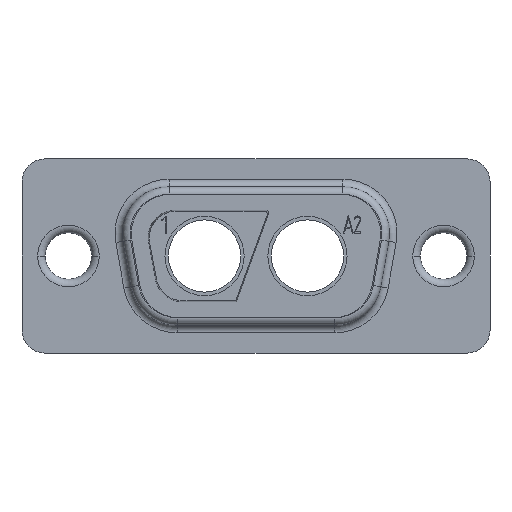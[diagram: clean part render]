
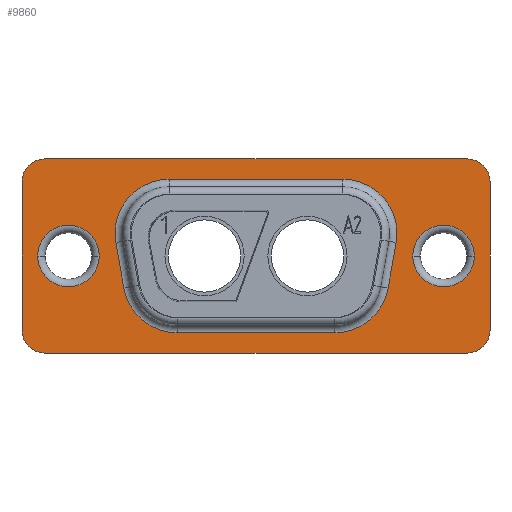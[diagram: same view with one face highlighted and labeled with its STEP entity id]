
A CAD part, front view. The second image highlights one B-rep face of the part: STEP entity #9860.
In plain terms, the highlighted face is planar.
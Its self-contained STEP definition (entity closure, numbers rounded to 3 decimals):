
#210=CARTESIAN_POINT('',(-222.401,186.392,0.66));
#220=VERTEX_POINT('',#210);
#250=CARTESIAN_POINT('',(-220.901,186.392,0.66));
#260=DIRECTION('',(0.,0.,-1.));
#270=DIRECTION('',(0.,-1.,0.));
#280=AXIS2_PLACEMENT_3D('',#250,#260,#270);
#290=CIRCLE('',#280,1.5);
#300=CARTESIAN_POINT('',(-220.901,184.892,0.66));
#310=VERTEX_POINT('',#300);
#320=EDGE_CURVE('',#310,#220,#290,.T.);
#700=CARTESIAN_POINT('',(-209.471,214.582,0.66));
#710=VERTEX_POINT('',#700);
#740=CARTESIAN_POINT('',(-210.971,214.582,0.66));
#750=DIRECTION('',(0.,0.,-1.));
#760=DIRECTION('',(-1.,0.,0.));
#770=AXIS2_PLACEMENT_3D('',#740,#750,#760);
#780=CIRCLE('',#770,1.5);
#790=CARTESIAN_POINT('',(-210.971,216.082,0.66));
#800=VERTEX_POINT('',#790);
#810=EDGE_CURVE('',#800,#710,#780,.T.);
#1580=CARTESIAN_POINT('',(-215.936,215.037,0.66));
#1590=VERTEX_POINT('',#1580);
#1800=CARTESIAN_POINT('',(-215.936,210.937,0.66));
#1810=VERTEX_POINT('',#1800);
#1840=CARTESIAN_POINT('',(-215.936,212.987,0.66));
#1850=DIRECTION('',(0.,0.,1.));
#1860=DIRECTION('',(0.,1.,0.));
#1870=AXIS2_PLACEMENT_3D('',#1840,#1850,#1860);
#1880=CIRCLE('',#1870,2.05);
#1890=CARTESIAN_POINT('',(-217.986,212.987,0.66));
#1900=VERTEX_POINT('',#1890);
#1910=EDGE_CURVE('',#1900,#1810,#1880,.T.);
#1930=EDGE_CURVE('',#1590,#1900,#1880,.T.);
#6670=CARTESIAN_POINT('',(-215.936,190.037,0.66));
#6680=VERTEX_POINT('',#6670);
#6890=CARTESIAN_POINT('',(-215.936,185.937,0.66));
#6900=VERTEX_POINT('',#6890);
#6930=CARTESIAN_POINT('',(-215.936,187.987,0.66));
#6940=DIRECTION('',(0.,0.,1.));
#6950=DIRECTION('',(0.,1.,0.));
#6960=AXIS2_PLACEMENT_3D('',#6930,#6940,#6950);
#6970=CIRCLE('',#6960,2.05);
#6980=CARTESIAN_POINT('',(-217.986,187.987,0.66));
#6990=VERTEX_POINT('',#6980);
#7000=EDGE_CURVE('',#6990,#6900,#6970,.T.);
#7020=EDGE_CURVE('',#6680,#6990,#6970,.T.);
#8490=CARTESIAN_POINT('',(-228.883,159.179,0.66));
#8500=DIRECTION('',(0.,0.,1.));
#8510=DIRECTION('',(0.,1.,0.));
#8520=AXIS2_PLACEMENT_3D('',#8490,#8500,#8510);
#8530=PLANE('',#8520);
#8540=ORIENTED_EDGE('',*,*,#7000,.F.);
#8550=EDGE_CURVE('',#6900,#6680,#6970,.T.);
#8560=ORIENTED_EDGE('',*,*,#8550,.F.);
#8570=ORIENTED_EDGE('',*,*,#7020,.F.);
#8580=EDGE_LOOP('',(#8570,#8560,#8540));
#8590=FACE_BOUND('',#8580,.T.);
#8600=ORIENTED_EDGE('',*,*,#1910,.F.);
#8610=EDGE_CURVE('',#1810,#1590,#1880,.T.);
#8620=ORIENTED_EDGE('',*,*,#8610,.F.);
#8630=ORIENTED_EDGE('',*,*,#1930,.F.);
#8640=EDGE_LOOP('',(#8630,#8620,#8600));
#8650=FACE_BOUND('',#8640,.T.);
#8660=CARTESIAN_POINT('',(-217.451,205.748,0.66
));
#8670=DIRECTION('',(0.,0.,1.));
#8680=DIRECTION('',(1.,0.,0.));
#8690=AXIS2_PLACEMENT_3D('',#8660,#8670,#8680);
#8700=CIRCLE('',#8690,3.6);
#8710=CARTESIAN_POINT('',(-218.076,209.293,
0.66));
#8720=VERTEX_POINT('',#8710);
#8730=CARTESIAN_POINT('',(-221.051,205.748,0.66
));
#8740=VERTEX_POINT('',#8730);
#8750=EDGE_CURVE('',#8720,#8740,#8700,.T.);
#8760=ORIENTED_EDGE('',*,*,#8750,.F.);
#8770=CARTESIAN_POINT('',(-221.051,175.246,0.66
));
#8780=DIRECTION('',(0.,1.,0.));
#8790=VECTOR('',#8780,1.);
#8800=LINE('',#8770,#8790);
#8810=CARTESIAN_POINT('',(-221.051,195.227,0.66
));
#8820=VERTEX_POINT('',#8810);
#8830=EDGE_CURVE('',#8820,#8740,#8800,.T.);
#8840=ORIENTED_EDGE('',*,*,#8830,.T.);
#8850=CARTESIAN_POINT('',(-217.451,195.227,0.66
));
#8860=DIRECTION('',(0.,0.,-1.));
#8870=DIRECTION('',(-1.,0.,0.));
#8880=AXIS2_PLACEMENT_3D('',#8850,#8860,#8870);
#8890=CIRCLE('',#8880,3.6);
#8900=CARTESIAN_POINT('',(-218.076,191.681,
0.66));
#8910=VERTEX_POINT('',#8900);
#8920=EDGE_CURVE('',#8910,#8820,#8890,.T.);
#8930=ORIENTED_EDGE('',*,*,#8920,.T.);
#8940=CARTESIAN_POINT('',(-194.125,187.458,
0.66));
#8950=DIRECTION('',(-0.985,0.174,0.));
#8960=VECTOR('',#8950,1.);
#8970=LINE('',#8940,#8960);
#8980=CARTESIAN_POINT('',(-215.046,191.147,
0.66));
#8990=VERTEX_POINT('',#8980);
#9000=EDGE_CURVE('',#8990,#8910,#8970,.T.);
#9010=ORIENTED_EDGE('',*,*,#9000,.T.);
#9020=CARTESIAN_POINT('',(-214.421,194.692,0.66));
#9030=DIRECTION('',(0.,0.,1.));
#9040=DIRECTION('',(1.,0.,0.));
#9050=AXIS2_PLACEMENT_3D('',#9020,#9030,#9040);
#9060=CIRCLE('',#9050,3.6);
#9070=CARTESIAN_POINT('',(-210.821,194.692,0.66));
#9080=VERTEX_POINT('',#9070);
#9090=EDGE_CURVE('',#8990,#9080,#9060,.T.);
#9100=ORIENTED_EDGE('',*,*,#9090,.F.);
#9110=CARTESIAN_POINT('',(-210.821,175.246,0.66
));
#9120=DIRECTION('',(0.,-1.,0.));
#9130=VECTOR('',#9120,1.);
#9140=LINE('',#9110,#9130);
#9150=CARTESIAN_POINT('',(-210.821,206.282,0.66));
#9160=VERTEX_POINT('',#9150);
#9170=EDGE_CURVE('',#9160,#9080,#9140,.T.);
#9180=ORIENTED_EDGE('',*,*,#9170,.T.);
#9190=CARTESIAN_POINT('',(-214.421,206.282,0.66));
#9200=DIRECTION('',(0.,0.,1.));
#9210=DIRECTION('',(1.,0.,0.));
#9220=AXIS2_PLACEMENT_3D('',#9190,#9200,#9210);
#9230=CIRCLE('',#9220,3.6);
#9240=CARTESIAN_POINT('',(-215.046,209.828,
0.66));
#9250=VERTEX_POINT('',#9240);
#9260=EDGE_CURVE('',#9160,#9250,#9230,.T.);
#9270=ORIENTED_EDGE('',*,*,#9260,.F.);
#9280=CARTESIAN_POINT('',(-194.125,213.516,
0.66));
#9290=DIRECTION('',(0.985,0.174,0.));
#9300=VECTOR('',#9290,1.);
#9310=LINE('',#9280,#9300);
#9320=EDGE_CURVE('',#8720,#9250,#9310,.T.);
#9330=ORIENTED_EDGE('',*,*,#9320,.T.);
#9340=EDGE_LOOP('',(#9330,#9270,#9180,#9100,#9010,#8930,#8840,#8760));
#9350=FACE_BOUND('',#9340,.T.);
#9360=CARTESIAN_POINT('',(-210.971,186.392,0.66));
#9370=DIRECTION('',(0.,0.,1.));
#9380=DIRECTION('',(0.,1.,0.));
#9390=AXIS2_PLACEMENT_3D('',#9360,#9370,#9380);
#9400=CIRCLE('',#9390,1.5);
#9410=CARTESIAN_POINT('',(-210.971,184.892,0.66));
#9420=VERTEX_POINT('',#9410);
#9430=CARTESIAN_POINT('',(-209.471,186.392,0.66));
#9440=VERTEX_POINT('',#9430);
#9450=EDGE_CURVE('',#9420,#9440,#9400,.T.);
#9460=ORIENTED_EDGE('',*,*,#9450,.T.);
#9470=CARTESIAN_POINT('',(-194.125,184.892,0.66
));
#9480=DIRECTION('',(-1.,0.,0.));
#9490=VECTOR('',#9480,1.);
#9500=LINE('',#9470,#9490);
#9510=EDGE_CURVE('',#9420,#310,#9500,.T.);
#9520=ORIENTED_EDGE('',*,*,#9510,.F.);
#9530=ORIENTED_EDGE('',*,*,#320,.F.);
#9540=CARTESIAN_POINT('',(-222.401,175.246,0.66
));
#9550=DIRECTION('',(0.,1.,0.));
#9560=VECTOR('',#9550,1.);
#9570=LINE('',#9540,#9560);
#9580=CARTESIAN_POINT('',(-222.401,214.582,0.66));
#9590=VERTEX_POINT('',#9580);
#9600=EDGE_CURVE('',#220,#9590,#9570,.T.);
#9610=ORIENTED_EDGE('',*,*,#9600,.F.);
#9620=CARTESIAN_POINT('',(-220.901,214.582,0.66));
#9630=DIRECTION('',(0.,0.,1.));
#9640=DIRECTION('',(1.,0.,0.));
#9650=AXIS2_PLACEMENT_3D('',#9620,#9630,#9640);
#9660=CIRCLE('',#9650,1.5);
#9670=CARTESIAN_POINT('',(-220.901,216.082,0.66));
#9680=VERTEX_POINT('',#9670);
#9690=EDGE_CURVE('',#9680,#9590,#9660,.T.);
#9700=ORIENTED_EDGE('',*,*,#9690,.T.);
#9710=CARTESIAN_POINT('',(-194.125,216.082,0.66
));
#9720=DIRECTION('',(1.,0.,0.));
#9730=VECTOR('',#9720,1.);
#9740=LINE('',#9710,#9730);
#9750=EDGE_CURVE('',#9680,#800,#9740,.T.);
#9760=ORIENTED_EDGE('',*,*,#9750,.F.);
#9770=ORIENTED_EDGE('',*,*,#810,.F.);
#9780=CARTESIAN_POINT('',(-209.471,175.246,0.66
));
#9790=DIRECTION('',(0.,-1.,0.));
#9800=VECTOR('',#9790,1.);
#9810=LINE('',#9780,#9800);
#9820=EDGE_CURVE('',#710,#9440,#9810,.T.);
#9830=ORIENTED_EDGE('',*,*,#9820,.F.);
#9840=EDGE_LOOP('',(#9830,#9770,#9760,#9700,#9610,#9530,#9520,#9460));
#9850=FACE_OUTER_BOUND('',#9840,.T.);
#9860=ADVANCED_FACE('',(#8590,#8650,#9350,#9850),#8530,.T.);
